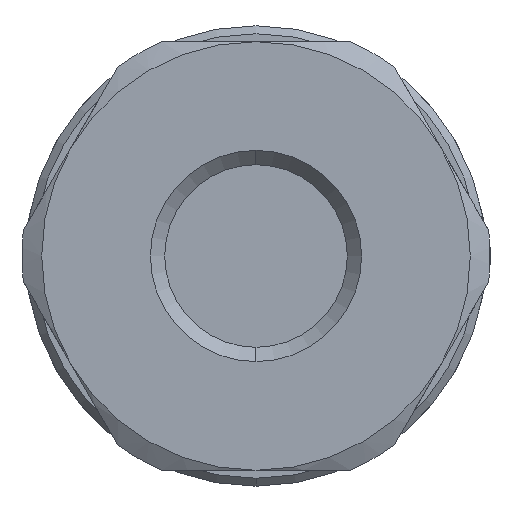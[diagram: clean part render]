
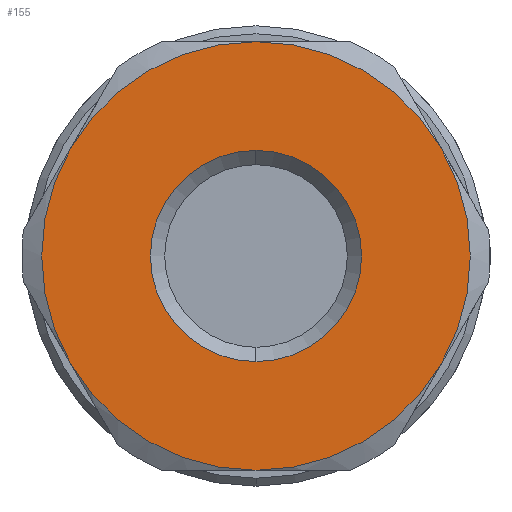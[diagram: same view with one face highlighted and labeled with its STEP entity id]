
A CAD part, left-side view. The second image highlights one B-rep face of the part: STEP entity #155.
In plain terms, the highlighted planar face has unit normal (-1, 0, 0).
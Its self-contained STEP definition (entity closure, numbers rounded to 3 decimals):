
#155 = ADVANCED_FACE ( 'NONE', ( #1234, #1235 ), #3085, .T. ) ;
#210 = EDGE_CURVE ( 'NONE', #2922, #3192, #1314, .T. ) ;
#224 = EDGE_CURVE ( 'NONE', #3192, #2922, #1330, .T. ) ;
#225 = EDGE_CURVE ( 'NONE', #3246, #3088, #1331, .T. ) ;
#226 = EDGE_CURVE ( 'NONE', #2993, #3246, #1332, .T. ) ;
#227 = EDGE_CURVE ( 'NONE', #3224, #2993, #1333, .T. ) ;
#228 = EDGE_CURVE ( 'NONE', #3130, #3224, #1334, .T. ) ;
#229 = EDGE_CURVE ( 'NONE', #3176, #3130, #1337, .T. ) ;
#230 = EDGE_CURVE ( 'NONE', #3088, #3176, #1338, .T. ) ;
#543 = AXIS2_PLACEMENT_3D ( 'NONE', #3065, #3144, #3209 ) ;
#573 = AXIS2_PLACEMENT_3D ( 'NONE', #2972, #3101, #3028 ) ;
#584 = AXIS2_PLACEMENT_3D ( 'NONE', #2910, #2959, #3075 ) ;
#585 = AXIS2_PLACEMENT_3D ( 'NONE', #3331, #3333, #3329 ) ;
#586 = AXIS2_PLACEMENT_3D ( 'NONE', #3327, #3332, #3328 ) ;
#587 = AXIS2_PLACEMENT_3D ( 'NONE', #3330, #3335, #3334 ) ;
#588 = AXIS2_PLACEMENT_3D ( 'NONE', #2205, #2206, #2207 ) ;
#589 = AXIS2_PLACEMENT_3D ( 'NONE', #2208, #2209, #2210 ) ;
#590 = AXIS2_PLACEMENT_3D ( 'NONE', #2211, #2212, #2213 ) ;
#1043 = CARTESIAN_POINT ( 'NONE',  ( -0.9, -0.029, 6.65 ) ) ;
#1071 = CARTESIAN_POINT ( 'NONE',  ( -0.9, -11.721, -6.75 ) ) ;
#1104 = CARTESIAN_POINT ( 'NONE',  ( -0.9, 11.662, -6.75 ) ) ;
#1117 = CARTESIAN_POINT ( 'NONE',  ( -0.9, -0.029, 13.5 ) ) ;
#1129 = CARTESIAN_POINT ( 'NONE',  ( -0.9, 11.662, 6.75 ) ) ;
#1138 = CARTESIAN_POINT ( 'NONE',  ( -0.9, -0.029, -6.65 ) ) ;
#1154 = CARTESIAN_POINT ( 'NONE',  ( -0.9, -11.721, 6.75 ) ) ;
#1164 = CARTESIAN_POINT ( 'NONE',  ( -0.9, -0.029, -13.5 ) ) ;
#1234 = FACE_BOUND ( 'NONE', #2054, .T. ) ;
#1235 = FACE_OUTER_BOUND ( 'NONE', #1623, .T. ) ;
#1314 = CIRCLE ( 'NONE', #573, 6.65 ) ;
#1330 = CIRCLE ( 'NONE', #584, 6.65 ) ;
#1331 = CIRCLE ( 'NONE', #585, 13.5 ) ;
#1332 = CIRCLE ( 'NONE', #586, 13.5 ) ;
#1333 = CIRCLE ( 'NONE', #587, 13.5 ) ;
#1334 = CIRCLE ( 'NONE', #588, 13.5 ) ;
#1337 = CIRCLE ( 'NONE', #589, 13.5 ) ;
#1338 = CIRCLE ( 'NONE', #590, 13.5 ) ;
#1623 = EDGE_LOOP ( 'NONE', ( #3447, #3446, #3439, #3451, #3442, #3435 ) ) ;
#2054 = EDGE_LOOP ( 'NONE', ( #3440, #3449 ) ) ;
#2205 = CARTESIAN_POINT ( 'NONE',  ( -0.9, -0.029, 0. ) ) ;
#2206 = DIRECTION ( 'NONE',  ( 1., 0., 0. ) ) ;
#2207 = DIRECTION ( 'NONE',  ( 0., 0., -1. ) ) ;
#2208 = CARTESIAN_POINT ( 'NONE',  ( -0.9, -0.029, 0. ) ) ;
#2209 = DIRECTION ( 'NONE',  ( 1., 0., 0. ) ) ;
#2210 = DIRECTION ( 'NONE',  ( 0., 0., -1. ) ) ;
#2211 = CARTESIAN_POINT ( 'NONE',  ( -0.9, -0.029, 0. ) ) ;
#2212 = DIRECTION ( 'NONE',  ( 1., 0., 0. ) ) ;
#2213 = DIRECTION ( 'NONE',  ( 0., 0., -1. ) ) ;
#2910 = CARTESIAN_POINT ( 'NONE',  ( -0.9, -0.029, 0. ) ) ;
#2922 = VERTEX_POINT ( 'NONE', #1043 ) ;
#2959 = DIRECTION ( 'NONE',  ( 1., 0., 0. ) ) ;
#2972 = CARTESIAN_POINT ( 'NONE',  ( -0.9, -0.029, 0. ) ) ;
#2993 = VERTEX_POINT ( 'NONE', #1071 ) ;
#3028 = DIRECTION ( 'NONE',  ( 0., 0., -1. ) ) ;
#3065 = CARTESIAN_POINT ( 'NONE',  ( -0.9, 13.471, 0. ) ) ;
#3075 = DIRECTION ( 'NONE',  ( 0., 0., -1. ) ) ;
#3085 = PLANE ( 'NONE',  #543 ) ;
#3088 = VERTEX_POINT ( 'NONE', #1104 ) ;
#3101 = DIRECTION ( 'NONE',  ( 1., 0., 0. ) ) ;
#3130 = VERTEX_POINT ( 'NONE', #1117 ) ;
#3144 = DIRECTION ( 'NONE',  ( -1., 0., 0. ) ) ;
#3176 = VERTEX_POINT ( 'NONE', #1129 ) ;
#3192 = VERTEX_POINT ( 'NONE', #1138 ) ;
#3209 = DIRECTION ( 'NONE',  ( 0., 0., 1. ) ) ;
#3224 = VERTEX_POINT ( 'NONE', #1154 ) ;
#3246 = VERTEX_POINT ( 'NONE', #1164 ) ;
#3327 = CARTESIAN_POINT ( 'NONE',  ( -0.9, -0.029, 0. ) ) ;
#3328 = DIRECTION ( 'NONE',  ( 0., 0., -1. ) ) ;
#3329 = DIRECTION ( 'NONE',  ( 0., 0., -1. ) ) ;
#3330 = CARTESIAN_POINT ( 'NONE',  ( -0.9, -0.029, 0. ) ) ;
#3331 = CARTESIAN_POINT ( 'NONE',  ( -0.9, -0.029, 0. ) ) ;
#3332 = DIRECTION ( 'NONE',  ( 1., 0., 0. ) ) ;
#3333 = DIRECTION ( 'NONE',  ( 1., 0., 0. ) ) ;
#3334 = DIRECTION ( 'NONE',  ( 0., 0., -1. ) ) ;
#3335 = DIRECTION ( 'NONE',  ( 1., 0., 0. ) ) ;
#3435 = ORIENTED_EDGE ( 'NONE', *, *, #230, .F. ) ;
#3439 = ORIENTED_EDGE ( 'NONE', *, *, #227, .F. ) ;
#3440 = ORIENTED_EDGE ( 'NONE', *, *, #210, .T. ) ;
#3442 = ORIENTED_EDGE ( 'NONE', *, *, #229, .F. ) ;
#3446 = ORIENTED_EDGE ( 'NONE', *, *, #226, .F. ) ;
#3447 = ORIENTED_EDGE ( 'NONE', *, *, #225, .F. ) ;
#3449 = ORIENTED_EDGE ( 'NONE', *, *, #224, .T. ) ;
#3451 = ORIENTED_EDGE ( 'NONE', *, *, #228, .F. ) ;
